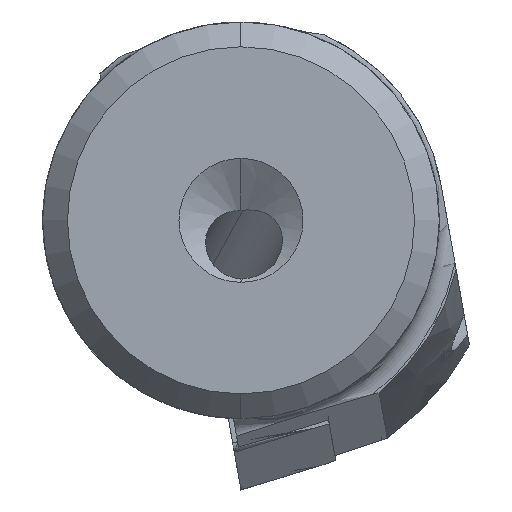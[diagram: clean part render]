
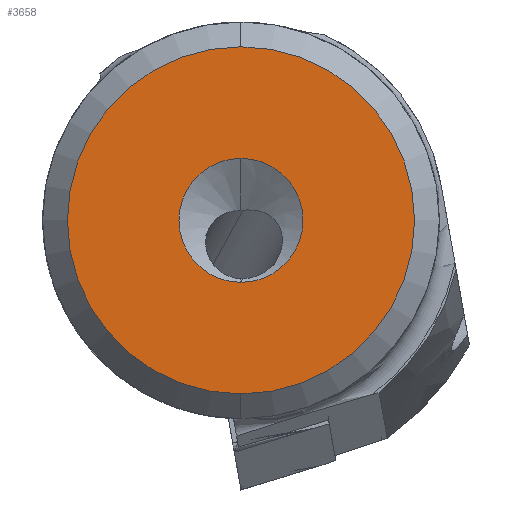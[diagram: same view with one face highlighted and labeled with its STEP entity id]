
A CAD part, left-side view. The second image highlights one B-rep face of the part: STEP entity #3658.
In plain terms, the highlighted planar face has unit normal (-1, 0, 0).
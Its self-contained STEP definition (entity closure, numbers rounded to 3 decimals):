
#160 = ORIENTED_EDGE ( 'NONE', *, *, #3480, .T. ) ;
#182 = ORIENTED_EDGE ( 'NONE', *, *, #3496, .F. ) ;
#185 = ORIENTED_EDGE ( 'NONE', *, *, #3491, .T. ) ;
#192 = ORIENTED_EDGE ( 'NONE', *, *, #3478, .F. ) ;
#822 = CIRCLE ( 'NONE', #2535, 7. ) ;
#847 = CIRCLE ( 'NONE', #2545, 7. ) ;
#876 = CIRCLE ( 'NONE', #2532, 2.5 ) ;
#877 = CIRCLE ( 'NONE', #2551, 2.5 ) ;
#1514 = EDGE_LOOP ( 'NONE', ( #192, #182 ) ) ;
#1682 = EDGE_LOOP ( 'NONE', ( #185, #160 ) ) ;
#2532 = AXIS2_PLACEMENT_3D ( 'NONE', #4003, #4004, #4005 ) ;
#2535 = AXIS2_PLACEMENT_3D ( 'NONE', #4012, #4013, #4014 ) ;
#2545 = AXIS2_PLACEMENT_3D ( 'NONE', #4037, #4038, #4039 ) ;
#2551 = AXIS2_PLACEMENT_3D ( 'NONE', #4052, #4053, #4054 ) ;
#3478 = EDGE_CURVE ( 'NONE', #4304, #4237, #876, .T. ) ;
#3480 = EDGE_CURVE ( 'NONE', #4365, #4314, #822, .T. ) ;
#3491 = EDGE_CURVE ( 'NONE', #4314, #4365, #847, .T. ) ;
#3496 = EDGE_CURVE ( 'NONE', #4237, #4304, #877, .T. ) ;
#3658 = ADVANCED_FACE ( 'NONE', ( #4571, #4591 ), #5137, .F. ) ;
#4003 = CARTESIAN_POINT ( 'NONE',  ( -180., 0., 0. ) ) ;
#4004 = DIRECTION ( 'NONE',  ( -1., 0., 0. ) ) ;
#4005 = DIRECTION ( 'NONE',  ( 0., 0., 1. ) ) ;
#4012 = CARTESIAN_POINT ( 'NONE',  ( -180., 0., 0. ) ) ;
#4013 = DIRECTION ( 'NONE',  ( -1., 0., 0. ) ) ;
#4014 = DIRECTION ( 'NONE',  ( 0., 0., 1. ) ) ;
#4037 = CARTESIAN_POINT ( 'NONE',  ( -180., 0., 0. ) ) ;
#4038 = DIRECTION ( 'NONE',  ( -1., 0., 0. ) ) ;
#4039 = DIRECTION ( 'NONE',  ( 0., 0., 1. ) ) ;
#4052 = CARTESIAN_POINT ( 'NONE',  ( -180., 0., 0. ) ) ;
#4053 = DIRECTION ( 'NONE',  ( -1., 0., 0. ) ) ;
#4054 = DIRECTION ( 'NONE',  ( 0., 0., 1. ) ) ;
#4237 = VERTEX_POINT ( 'NONE', #5170 ) ;
#4304 = VERTEX_POINT ( 'NONE', #5209 ) ;
#4314 = VERTEX_POINT ( 'NONE', #5222 ) ;
#4365 = VERTEX_POINT ( 'NONE', #5242 ) ;
#4571 = FACE_BOUND ( 'NONE', #1514, .T. ) ;
#4591 = FACE_OUTER_BOUND ( 'NONE', #1682, .T. ) ;
#4997 = AXIS2_PLACEMENT_3D ( 'NONE', #5134, #5139, #5140 ) ;
#5134 = CARTESIAN_POINT ( 'NONE',  ( -180., 2.5, 0. ) ) ;
#5137 = PLANE ( 'NONE',  #4997 ) ;
#5139 = DIRECTION ( 'NONE',  ( 1., 0., 0. ) ) ;
#5140 = DIRECTION ( 'NONE',  ( 0., 0., -1. ) ) ;
#5170 = CARTESIAN_POINT ( 'NONE',  ( -180., 0., -2.5 ) ) ;
#5209 = CARTESIAN_POINT ( 'NONE',  ( -180., 0., 2.5 ) ) ;
#5222 = CARTESIAN_POINT ( 'NONE',  ( -180., 0., -7. ) ) ;
#5242 = CARTESIAN_POINT ( 'NONE',  ( -180., 0., 7. ) ) ;
